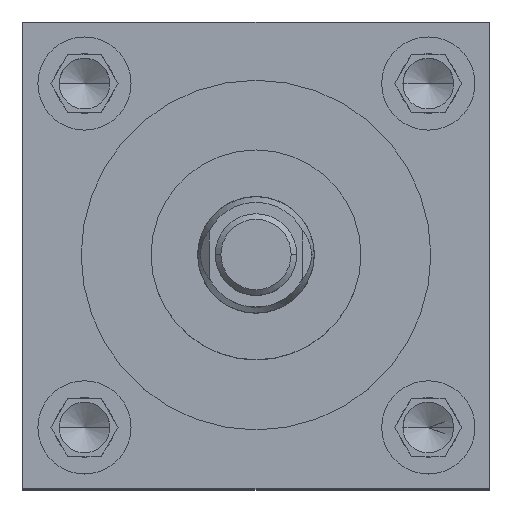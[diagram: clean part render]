
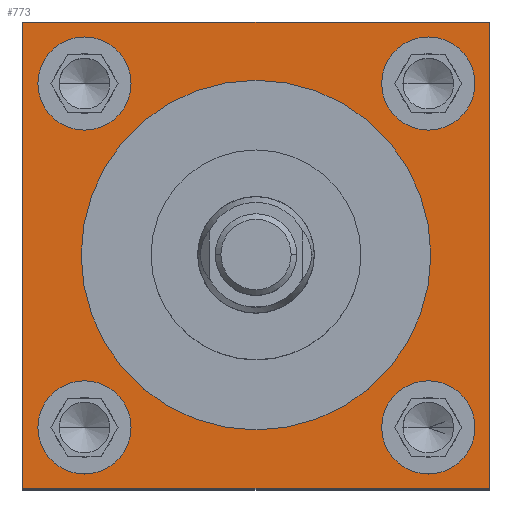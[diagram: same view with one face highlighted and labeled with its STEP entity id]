
A CAD part, top view. The second image highlights one B-rep face of the part: STEP entity #773.
In plain terms, the highlighted planar face has unit normal (0, 0, 1).
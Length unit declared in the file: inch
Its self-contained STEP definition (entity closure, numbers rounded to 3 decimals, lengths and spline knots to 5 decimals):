
#52 = DIRECTION ( 'NONE',  ( 0., 1., 0. ) ) ;
#75 = EDGE_CURVE ( 'NONE', #1499, #6061, #4806, .T. ) ;
#250 = CIRCLE ( 'NONE', #5672, 0.25 ) ;
#288 = EDGE_CURVE ( 'NONE', #5964, #1899, #3216, .T. ) ;
#381 = CIRCLE ( 'NONE', #3240, 0.25 ) ;
#455 = VECTOR ( 'NONE', #4735, 39.37008 ) ;
#467 = AXIS2_PLACEMENT_3D ( 'NONE', #3521, #650, #4925 ) ;
#504 = VERTEX_POINT ( 'NONE', #4090 ) ;
#558 = CIRCLE ( 'NONE', #652, 0.9375 ) ;
#560 = DIRECTION ( 'NONE',  ( 0., 0., 1. ) ) ;
#632 = DIRECTION ( 'NONE',  ( 1., 0., 0. ) ) ;
#650 = DIRECTION ( 'NONE',  ( 0., 0., 1. ) ) ;
#652 = AXIS2_PLACEMENT_3D ( 'NONE', #4249, #560, #2422 ) ;
#773 = ADVANCED_FACE ( 'NONE', ( #5812, #5343, #3457, #5929, #1674, #2541 ), #1096, .F. ) ;
#786 = CARTESIAN_POINT ( 'NONE',  ( -0.92, -0.924, 5.625 ) ) ;
#810 = CARTESIAN_POINT ( 'NONE',  ( -1.25, 1.25, 5.625 ) ) ;
#901 = CARTESIAN_POINT ( 'NONE',  ( -0.67, 0.92, 5.625 ) ) ;
#995 = CARTESIAN_POINT ( 'NONE',  ( -0.92, 0.92, 5.625 ) ) ;
#1000 = ORIENTED_EDGE ( 'NONE', *, *, #3305, .F. ) ;
#1038 = EDGE_LOOP ( 'NONE', ( #4064, #1000 ) ) ;
#1044 = CIRCLE ( 'NONE', #4431, 0.9375 ) ;
#1096 = PLANE ( 'NONE',  #3647 ) ;
#1145 = ORIENTED_EDGE ( 'NONE', *, *, #4745, .T. ) ;
#1186 = CARTESIAN_POINT ( 'NONE',  ( -1.25, 1.25, 5.625 ) ) ;
#1208 = CIRCLE ( 'NONE', #4400, 0.25 ) ;
#1212 = EDGE_CURVE ( 'NONE', #3162, #4834, #2412, .T. ) ;
#1228 = DIRECTION ( 'NONE',  ( 1., 0., 0. ) ) ;
#1229 = AXIS2_PLACEMENT_3D ( 'NONE', #4384, #3883, #632 ) ;
#1266 = DIRECTION ( 'NONE',  ( 1., 0., 0. ) ) ;
#1293 = EDGE_CURVE ( 'NONE', #5060, #4280, #1044, .T. ) ;
#1335 = CARTESIAN_POINT ( 'NONE',  ( -1.25, -1.25, 5.625 ) ) ;
#1499 = VERTEX_POINT ( 'NONE', #901 ) ;
#1529 = CARTESIAN_POINT ( 'NONE',  ( -0.9375, 0., 5.625 ) ) ;
#1674 = FACE_BOUND ( 'NONE', #1038, .T. ) ;
#1712 = EDGE_CURVE ( 'NONE', #1899, #5964, #2585, .T. ) ;
#1794 = AXIS2_PLACEMENT_3D ( 'NONE', #5070, #4533, #1228 ) ;
#1818 = EDGE_CURVE ( 'NONE', #4405, #504, #5366, .T. ) ;
#1874 = ORIENTED_EDGE ( 'NONE', *, *, #75, .F. ) ;
#1891 = ORIENTED_EDGE ( 'NONE', *, *, #5490, .F. ) ;
#1899 = VERTEX_POINT ( 'NONE', #2419 ) ;
#1938 = ORIENTED_EDGE ( 'NONE', *, *, #1818, .F. ) ;
#2060 = VECTOR ( 'NONE', #5475, 39.37008 ) ;
#2087 = CARTESIAN_POINT ( 'NONE',  ( -1.25, -1.25, 5.625 ) ) ;
#2115 = ORIENTED_EDGE ( 'NONE', *, *, #3409, .T. ) ;
#2144 = DIRECTION ( 'NONE',  ( 1., 0., 0. ) ) ;
#2152 = DIRECTION ( 'NONE',  ( -1., 0., 0. ) ) ;
#2169 = DIRECTION ( 'NONE',  ( 1., 0., 0. ) ) ;
#2177 = CARTESIAN_POINT ( 'NONE',  ( -1.17, -0.924, 5.625 ) ) ;
#2210 = DIRECTION ( 'NONE',  ( 0., 0., 1. ) ) ;
#2214 = EDGE_LOOP ( 'NONE', ( #4697, #3978 ) ) ;
#2349 = EDGE_CURVE ( 'NONE', #4834, #3162, #250, .T. ) ;
#2395 = VERTEX_POINT ( 'NONE', #2631 ) ;
#2412 = CIRCLE ( 'NONE', #5897, 0.25 ) ;
#2419 = CARTESIAN_POINT ( 'NONE',  ( 1.174, 0.92, 5.625 ) ) ;
#2422 = DIRECTION ( 'NONE',  ( 1., 0., 0. ) ) ;
#2541 = FACE_OUTER_BOUND ( 'NONE', #5083, .T. ) ;
#2585 = CIRCLE ( 'NONE', #6051, 0.25 ) ;
#2631 = CARTESIAN_POINT ( 'NONE',  ( 1.25, 1.25, 5.625 ) ) ;
#2659 = DIRECTION ( 'NONE',  ( 1., 0., 0. ) ) ;
#2681 = CARTESIAN_POINT ( 'NONE',  ( 0., 0., 5.625 ) ) ;
#2825 = CARTESIAN_POINT ( 'NONE',  ( -1.25, 1.25, 5.625 ) ) ;
#2867 = DIRECTION ( 'NONE',  ( 0., 0., 1. ) ) ;
#2927 = VECTOR ( 'NONE', #52, 39.37008 ) ;
#3043 = VERTEX_POINT ( 'NONE', #4502 ) ;
#3091 = CARTESIAN_POINT ( 'NONE',  ( 1.25, -1.25, 5.625 ) ) ;
#3162 = VERTEX_POINT ( 'NONE', #6028 ) ;
#3216 = CIRCLE ( 'NONE', #467, 0.25 ) ;
#3240 = AXIS2_PLACEMENT_3D ( 'NONE', #995, #2867, #4260 ) ;
#3301 = LINE ( 'NONE', #2825, #455 ) ;
#3305 = EDGE_CURVE ( 'NONE', #4280, #5060, #558, .T. ) ;
#3409 = EDGE_CURVE ( 'NONE', #2395, #5711, #3301, .T. ) ;
#3457 = FACE_BOUND ( 'NONE', #4178, .T. ) ;
#3517 = DIRECTION ( 'NONE',  ( 0., 0., 1. ) ) ;
#3521 = CARTESIAN_POINT ( 'NONE',  ( 0.924, 0.92, 5.625 ) ) ;
#3647 = AXIS2_PLACEMENT_3D ( 'NONE', #1186, #5456, #2152 ) ;
#3668 = CARTESIAN_POINT ( 'NONE',  ( 0.674, 0.92, 5.625 ) ) ;
#3686 = CARTESIAN_POINT ( 'NONE',  ( 0.674, -0.924, 5.625 ) ) ;
#3700 = CARTESIAN_POINT ( 'NONE',  ( 0.924, -0.924, 5.625 ) ) ;
#3761 = LINE ( 'NONE', #1335, #3949 ) ;
#3883 = DIRECTION ( 'NONE',  ( 0., 0., 1. ) ) ;
#3927 = CARTESIAN_POINT ( 'NONE',  ( 0.924, -0.924, 5.625 ) ) ;
#3948 = ORIENTED_EDGE ( 'NONE', *, *, #1212, .F. ) ;
#3949 = VECTOR ( 'NONE', #1266, 39.37008 ) ;
#3960 = LINE ( 'NONE', #2087, #2060 ) ;
#3978 = ORIENTED_EDGE ( 'NONE', *, *, #288, .F. ) ;
#4064 = ORIENTED_EDGE ( 'NONE', *, *, #1293, .F. ) ;
#4090 = CARTESIAN_POINT ( 'NONE',  ( -0.67, -0.924, 5.625 ) ) ;
#4128 = DIRECTION ( 'NONE',  ( 0., 0., 1. ) ) ;
#4160 = ORIENTED_EDGE ( 'NONE', *, *, #4476, .T. ) ;
#4178 = EDGE_LOOP ( 'NONE', ( #1891, #1938 ) ) ;
#4218 = EDGE_CURVE ( 'NONE', #5529, #2395, #4853, .T. ) ;
#4249 = CARTESIAN_POINT ( 'NONE',  ( 0., 0., 5.625 ) ) ;
#4260 = DIRECTION ( 'NONE',  ( 1., 0., 0. ) ) ;
#4280 = VERTEX_POINT ( 'NONE', #1529 ) ;
#4301 = CARTESIAN_POINT ( 'NONE',  ( 1.25, -1.25, 5.625 ) ) ;
#4354 = ORIENTED_EDGE ( 'NONE', *, *, #4650, .F. ) ;
#4384 = CARTESIAN_POINT ( 'NONE',  ( -0.92, 0.92, 5.625 ) ) ;
#4400 = AXIS2_PLACEMENT_3D ( 'NONE', #786, #3517, #2659 ) ;
#4405 = VERTEX_POINT ( 'NONE', #2177 ) ;
#4431 = AXIS2_PLACEMENT_3D ( 'NONE', #2681, #5507, #5571 ) ;
#4476 = EDGE_CURVE ( 'NONE', #3043, #5529, #3761, .T. ) ;
#4502 = CARTESIAN_POINT ( 'NONE',  ( -1.25, -1.25, 5.625 ) ) ;
#4533 = DIRECTION ( 'NONE',  ( 0., 0., 1. ) ) ;
#4650 = EDGE_CURVE ( 'NONE', #6061, #1499, #381, .T. ) ;
#4697 = ORIENTED_EDGE ( 'NONE', *, *, #1712, .F. ) ;
#4698 = CARTESIAN_POINT ( 'NONE',  ( -1.17, 0.92, 5.625 ) ) ;
#4735 = DIRECTION ( 'NONE',  ( -1., 0., 0. ) ) ;
#4745 = EDGE_CURVE ( 'NONE', #5711, #3043, #3960, .T. ) ;
#4806 = CIRCLE ( 'NONE', #1229, 0.25 ) ;
#4824 = EDGE_LOOP ( 'NONE', ( #3948, #6102 ) ) ;
#4834 = VERTEX_POINT ( 'NONE', #3686 ) ;
#4853 = LINE ( 'NONE', #4301, #2927 ) ;
#4866 = EDGE_LOOP ( 'NONE', ( #1874, #4354 ) ) ;
#4925 = DIRECTION ( 'NONE',  ( 1., 0., 0. ) ) ;
#5060 = VERTEX_POINT ( 'NONE', #5357 ) ;
#5070 = CARTESIAN_POINT ( 'NONE',  ( -0.92, -0.924, 5.625 ) ) ;
#5083 = EDGE_LOOP ( 'NONE', ( #1145, #4160, #5694, #2115 ) ) ;
#5343 = FACE_BOUND ( 'NONE', #2214, .T. ) ;
#5357 = CARTESIAN_POINT ( 'NONE',  ( 0.9375, 0., 5.625 ) ) ;
#5366 = CIRCLE ( 'NONE', #1794, 0.25 ) ;
#5456 = DIRECTION ( 'NONE',  ( 0., 0., -1. ) ) ;
#5458 = DIRECTION ( 'NONE',  ( 1., 0., 0. ) ) ;
#5475 = DIRECTION ( 'NONE',  ( 0., -1., 0. ) ) ;
#5490 = EDGE_CURVE ( 'NONE', #504, #4405, #1208, .T. ) ;
#5507 = DIRECTION ( 'NONE',  ( 0., 0., 1. ) ) ;
#5529 = VERTEX_POINT ( 'NONE', #3091 ) ;
#5568 = CARTESIAN_POINT ( 'NONE',  ( 0.924, 0.92, 5.625 ) ) ;
#5571 = DIRECTION ( 'NONE',  ( 1., 0., 0. ) ) ;
#5672 = AXIS2_PLACEMENT_3D ( 'NONE', #3700, #2210, #5458 ) ;
#5694 = ORIENTED_EDGE ( 'NONE', *, *, #4218, .T. ) ;
#5711 = VERTEX_POINT ( 'NONE', #810 ) ;
#5812 = FACE_BOUND ( 'NONE', #4824, .T. ) ;
#5860 = DIRECTION ( 'NONE',  ( 0., 0., 1. ) ) ;
#5897 = AXIS2_PLACEMENT_3D ( 'NONE', #3927, #5860, #2144 ) ;
#5929 = FACE_BOUND ( 'NONE', #4866, .T. ) ;
#5964 = VERTEX_POINT ( 'NONE', #3668 ) ;
#6028 = CARTESIAN_POINT ( 'NONE',  ( 1.174, -0.924, 5.625 ) ) ;
#6051 = AXIS2_PLACEMENT_3D ( 'NONE', #5568, #4128, #2169 ) ;
#6061 = VERTEX_POINT ( 'NONE', #4698 ) ;
#6102 = ORIENTED_EDGE ( 'NONE', *, *, #2349, .F. ) ;
